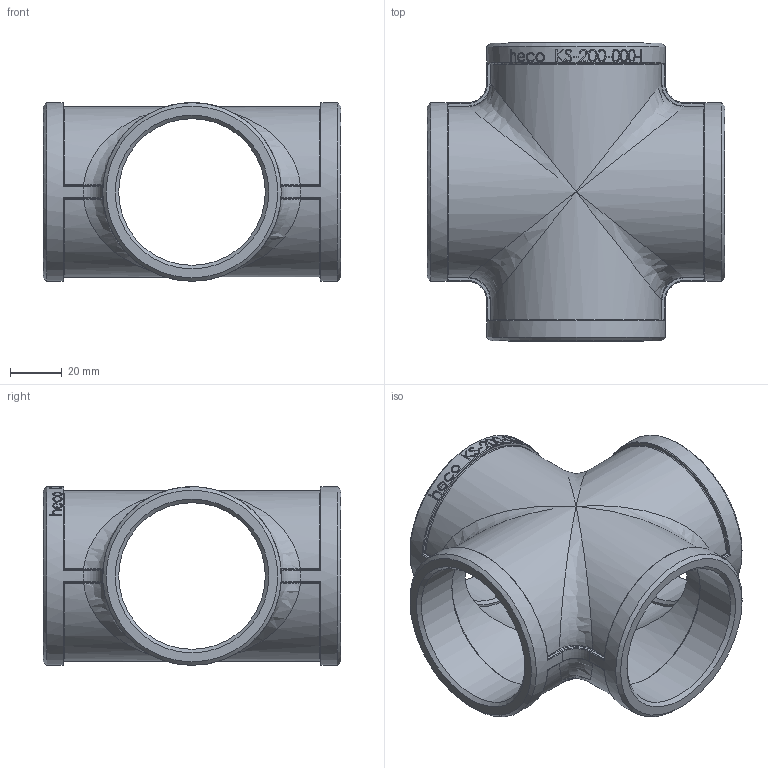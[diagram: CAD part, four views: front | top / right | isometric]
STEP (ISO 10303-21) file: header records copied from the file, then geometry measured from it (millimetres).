
FILE_DESCRIPTION (( 'STEP AP214' ), '1' );
FILE_NAME ('heco_KS-200-000-I.STEP', '2016-06-17T10:28:51', ( '' ), ( '' ), 'SwSTEP 2.0', 'SolidWorks 2011', '' );
FILE_SCHEMA (( 'AUTOMOTIVE_DESIGN' ));
Length unit declared in the file: millimetre
Products named in the file (1): heco_KS-200-000-I
Bounding box: 115 x 115 x 69 mm (x, y, z)
Volume: 119927.8 mm3; surface area: 64075.3 mm2
Topology: 1 solids, 1 shells, 368 faces, 895 edges, 530 vertices
Faces by surface type: bspline 160, cylinder 91, plane 61, torus 28, sphere 16, cone 12
Full cylindrical faces by diameter (mm): 56.656 x4, 60.6 x4, 69 x4
Entity records: 35586 total; most frequent: CARTESIAN_POINT 26352, ORIENTED_EDGE 1678, DIRECTION 952, EDGE_CURVE 839, VERTEX_POINT 522, B_SPLINE_CURVE_WITH_KNOTS 489, EDGE_LOOP 423, AXIS2_PLACEMENT_3D 397
